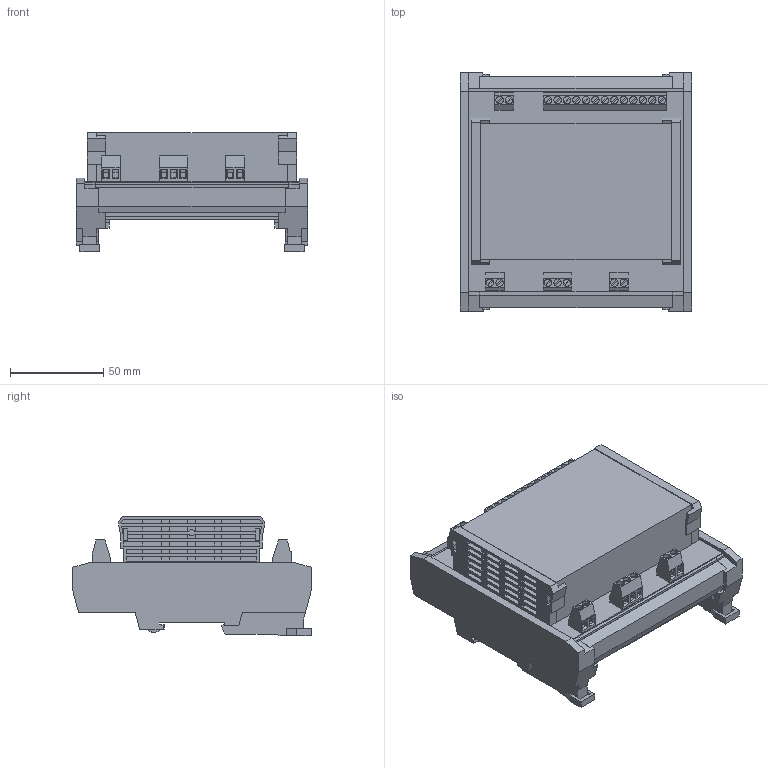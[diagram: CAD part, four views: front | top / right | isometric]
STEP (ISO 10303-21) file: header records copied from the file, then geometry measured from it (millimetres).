
FILE_DESCRIPTION(('Creo Elements/Direct Modeling STEP Export'),'2;1');
FILE_NAME('model.stp','2019-11-12T12:58:49',(''),(''),'Creo Elements/Direct Modeling STEP processor for AP214 (Solid Model)','Creo Elements/Direct Modeling 20.1A 29-Sep-2018 (C) Parametric Technology GmbH','');
FILE_SCHEMA(('AUTOMOTIVE_DESIGN { 1 0 10303 214 1 1 1 1 }'));
Length unit declared in the file: millimetre
Products named in the file (2): EV_CC_AC1_M3__CC_SER_HS-select
Assembly tree (1 placements, depth 2):
  EV_CC_AC1_M3__CC_SER_HS-select
    EV_CC_AC1_M3__CC_SER_HS-select
Bounding box: 124 x 127.8 x 64.05 mm (x, y, z)
Volume: 530486.5 mm3; surface area: 78985.8 mm2
Topology: 1 solids, 1 shells, 1021 faces, 3130 edges, 2038 vertices
Faces by surface type: plane 963, cylinder 58
Entity records: 41990 total; most frequent: ORIENTED_EDGE 6260, CARTESIAN_POINT 6041, DIRECTION 5123, EDGE_CURVE 3130, VECTOR 2883, LINE 2883, VERTEX_POINT 2038, AXIS2_PLACEMENT_3D 1120
